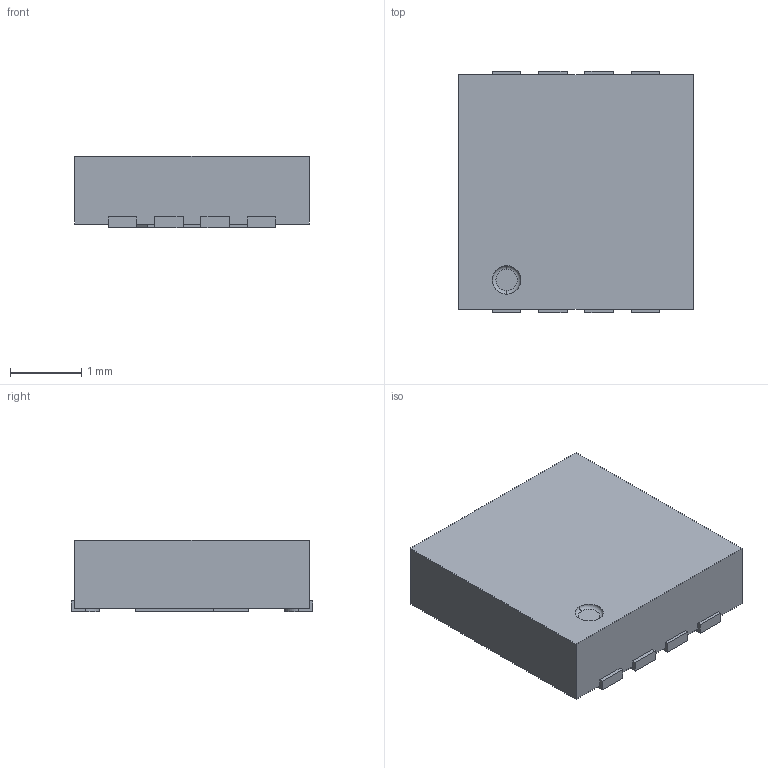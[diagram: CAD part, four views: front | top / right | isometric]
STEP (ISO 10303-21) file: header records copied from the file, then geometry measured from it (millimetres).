
FILE_DESCRIPTION (( 'STEP AP214' ), '1' );
FILE_NAME ( 'SON9P65_330X330X100L40X40T225X160N.STEP', '2022-07-13T20:43:22', ( '' ), ( '' ), '', '©2017 PCB Libraries, Inc.', '' );
FILE_SCHEMA (( 'AUTOMOTIVE_DESIGN' ));
Length unit declared in the file: millimetre
Products named in the file (1): SON9P65_330X330X100L40X40T225X160N
Bounding box: 3.3 x 3.4 x 1 mm (x, y, z)
Volume: 10.6 mm3; surface area: 45.3 mm2
Topology: 10 solids, 10 shells, 88 faces, 201 edges, 134 vertices
Faces by surface type: plane 70, cylinder 16, torus 2
Entity records: 2845 total; most frequent: CARTESIAN_POINT 424, DIRECTION 417, ORIENTED_EDGE 402, EDGE_CURVE 201, VECTOR 163, LINE 163, VERTEX_POINT 134, AXIS2_PLACEMENT_3D 127
